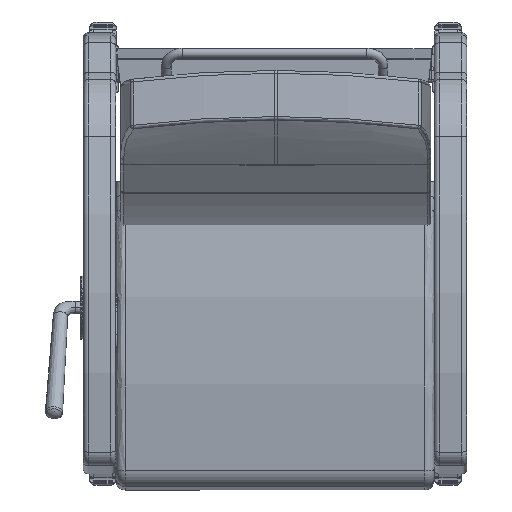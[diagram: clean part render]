
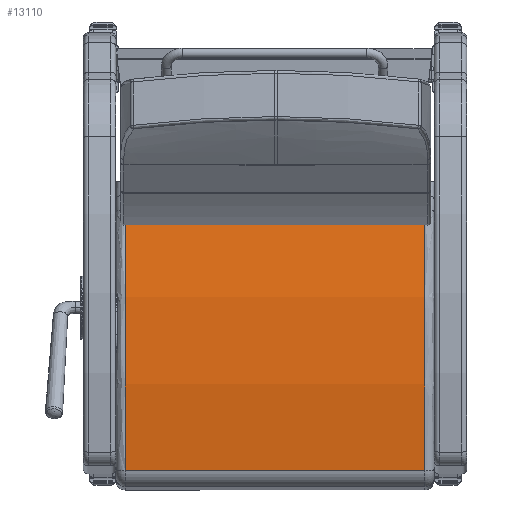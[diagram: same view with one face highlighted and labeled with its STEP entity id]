
A CAD part, front view. The second image highlights one B-rep face of the part: STEP entity #13110.
In plain terms, the highlighted free-form (B-spline) face has degree [1, 2] with [2, 3] control points.
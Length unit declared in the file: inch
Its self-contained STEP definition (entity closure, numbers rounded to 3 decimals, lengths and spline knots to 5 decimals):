
#437=(
BOUNDED_SURFACE()
B_SPLINE_SURFACE(1,2,((#33342,#33343,#33344),(#33345,#33346,#33347)),
 .UNSPECIFIED.,.F.,.F.,.F.)
B_SPLINE_SURFACE_WITH_KNOTS((2,2),(3,3),(-0.19254,0.19254),
(1.36178,1.69928),.UNSPECIFIED.)
GEOMETRIC_REPRESENTATION_ITEM()
RATIONAL_B_SPLINE_SURFACE(((1.,0.986,1.),(1.,0.986,
1.)))
REPRESENTATION_ITEM('')
SURFACE()
);
#876=ELLIPSE('',#14413,60.05357,60.);
#886=ELLIPSE('',#14441,60.05357,60.);
#1529=LINE('',#33340,#2364);
#1530=LINE('',#33349,#2365);
#2364=VECTOR('',#16728,0.3937);
#2365=VECTOR('',#16731,0.3937);
#3234=FACE_OUTER_BOUND('',#4115,.T.);
#4115=EDGE_LOOP('',(#9797,#9798,#9799,#9800));
#6135=VERTEX_POINT('',#33132);
#6136=VERTEX_POINT('',#33133);
#6161=VERTEX_POINT('',#33339);
#6162=VERTEX_POINT('',#33348);
#7477=EDGE_CURVE('',#6135,#6136,#876,.T.);
#7515=EDGE_CURVE('',#6136,#6161,#1529,.T.);
#7517=EDGE_CURVE('',#6135,#6162,#1530,.T.);
#7518=EDGE_CURVE('',#6161,#6162,#886,.T.);
#9797=ORIENTED_EDGE('',*,*,#7477,.F.);
#9798=ORIENTED_EDGE('',*,*,#7517,.T.);
#9799=ORIENTED_EDGE('',*,*,#7518,.F.);
#9800=ORIENTED_EDGE('',*,*,#7515,.F.);
#13110=ADVANCED_FACE('',(#3234),#437,.F.);
#14413=AXIS2_PLACEMENT_3D('',#33134,#16660,#16661);
#14441=AXIS2_PLACEMENT_3D('',#33350,#16732,#16733);
#16660=DIRECTION('center_axis',(0.,0.,-1.));
#16661=DIRECTION('ref_axis',(1.,0.,0.));
#16728=DIRECTION('',(0.,0.,1.));
#16731=DIRECTION('',(0.,0.,1.));
#16732=DIRECTION('center_axis',(0.,0.,1.));
#16733=DIRECTION('ref_axis',(1.,0.,0.));
#33132=CARTESIAN_POINT('',(-10.04459,1.25621,-11.5625));
#33133=CARTESIAN_POINT('',(10.1114,0.44486,-11.5625));
#33134=CARTESIAN_POINT('Origin',(-2.34979,-58.24922,-11.5625));
#33339=CARTESIAN_POINT('',(10.1114,0.44486,11.5625));
#33340=CARTESIAN_POINT('',(10.1114,0.44486,0.));
#33342=CARTESIAN_POINT('Ctrl Pts',(10.1114,0.44486,-11.5625));
#33343=CARTESIAN_POINT('Ctrl Pts',(0.10258,2.56602,-11.5625));
#33344=CARTESIAN_POINT('Ctrl Pts',(-10.04459,1.25621,-11.5625));
#33345=CARTESIAN_POINT('Ctrl Pts',(10.1114,0.44486,11.5625));
#33346=CARTESIAN_POINT('Ctrl Pts',(0.10258,2.56602,11.5625));
#33347=CARTESIAN_POINT('Ctrl Pts',(-10.04459,1.25621,11.5625));
#33348=CARTESIAN_POINT('',(-10.04459,1.25621,11.5625));
#33349=CARTESIAN_POINT('',(-10.04459,1.25621,0.));
#33350=CARTESIAN_POINT('Origin',(-2.34979,-58.24922,11.5625));
